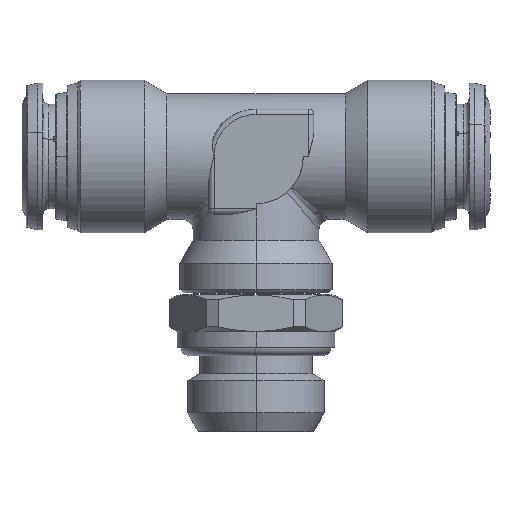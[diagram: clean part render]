
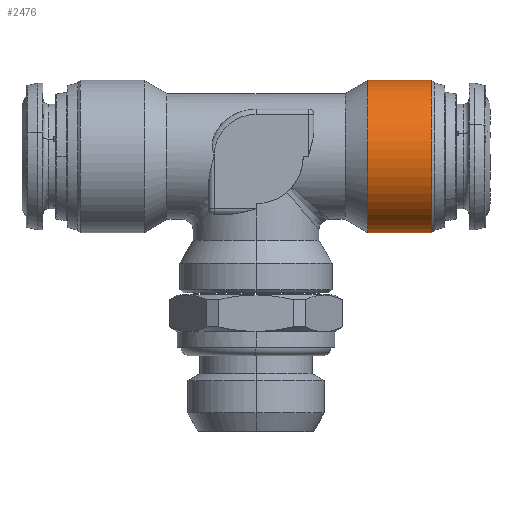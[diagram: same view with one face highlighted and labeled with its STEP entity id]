
A CAD part, top view. The second image highlights one B-rep face of the part: STEP entity #2476.
In plain terms, the highlighted cylindrical face has radius 7.25 mm (diameter 14.5 mm), a partial arc.
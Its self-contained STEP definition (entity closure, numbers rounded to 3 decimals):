
#429 = ORIENTED_EDGE ( 'NONE', *, *, #9577, .F. ) ;
#628 = CARTESIAN_POINT ( 'NONE',  ( 10.665, 21.25, 0. ) ) ;
#642 = CARTESIAN_POINT ( 'NONE',  ( 16.768, 9.545, 5.798 ) ) ;
#847 = CARTESIAN_POINT ( 'NONE',  ( 16.768, 6.75, 0. ) ) ;
#858 = EDGE_CURVE ( 'NONE', #7930, #6322, #6996, .T. ) ;
#1251 = CARTESIAN_POINT ( 'NONE',  ( 10.665, 13.051, 7.25 ) ) ;
#1318 = FACE_OUTER_BOUND ( 'NONE', #8489, .T. ) ;
#1462 = CARTESIAN_POINT ( 'NONE',  ( 16.768, 21.25, 0. ) ) ;
#1524 = CARTESIAN_POINT ( 'NONE',  ( 16.768, 6.75, 0.949 ) ) ;
#1586 = CARTESIAN_POINT ( 'NONE',  ( 16.768, 17.651, 6.335 ) ) ;
#1649 = VERTEX_POINT ( 'NONE', #2673 ) ;
#2038 = CARTESIAN_POINT ( 'NONE',  ( 10.665, 19.798, 4.455 ) ) ;
#2110 = CARTESIAN_POINT ( 'NONE',  ( 10.665, 21.25, 0. ) ) ;
#2147 = CARTESIAN_POINT ( 'NONE',  ( 10.665, 7.665, 3.651 ) ) ;
#2449 = CARTESIAN_POINT ( 'NONE',  ( 16.768, 6.75, 0. ) ) ;
#2476 = ADVANCED_FACE ( 'NONE', ( #1318 ), #4403, .T. ) ;
#2673 = CARTESIAN_POINT ( 'NONE',  ( 16.768, 21.25, 0. ) ) ;
#2972 = CARTESIAN_POINT ( 'NONE',  ( 10.665, 20.335, 3.651 ) ) ;
#3191 = CARTESIAN_POINT ( 'NONE',  ( 12.699, 21.25, 0. ) ) ;
#3268 = CARTESIAN_POINT ( 'NONE',  ( 16.768, 6.75, 0. ) ) ;
#3292 = CARTESIAN_POINT ( 'NONE',  ( 16.768, 13.051, 7.25 ) ) ;
#3572 = CARTESIAN_POINT ( 'NONE',  ( 19.5, 14., 0. ) ) ;
#3727 = CARTESIAN_POINT ( 'NONE',  ( 10.665, 6.75, 0.949 ) ) ;
#3768 = CARTESIAN_POINT ( 'NONE',  ( 10.665, 15.898, 7.061 ) ) ;
#4038 = CARTESIAN_POINT ( 'NONE',  ( 16.768, 8.202, 4.455 ) ) ;
#4077 = CARTESIAN_POINT ( 'NONE',  ( 16.768, 12.102, 7.061 ) ) ;
#4403 = CYLINDRICAL_SURFACE ( 'NONE', #7913, 7.25 ) ;
#4582 = CARTESIAN_POINT ( 'NONE',  ( 10.665, 18.455, 5.798 ) ) ;
#5490 = ORIENTED_EDGE ( 'NONE', *, *, #858, .T. ) ;
#5546 = CARTESIAN_POINT ( 'NONE',  ( 10.665, 10.349, 6.335 ) ) ;
#5859 = CARTESIAN_POINT ( 'NONE',  ( 16.768, 7.665, 3.651 ) ) ;
#5960 = CARTESIAN_POINT ( 'NONE',  ( 10.665, 6.75, 0. ) ) ;
#6322 = VERTEX_POINT ( 'NONE', #3268 ) ;
#6574 = CARTESIAN_POINT ( 'NONE',  ( 16.768, 18.455, 5.798 ) ) ;
#6649 = CARTESIAN_POINT ( 'NONE',  ( 16.768, 21.25, 0.949 ) ) ;
#6805 = CARTESIAN_POINT ( 'NONE',  ( 14.734, 6.75, 0. ) ) ;
#6985 = ORIENTED_EDGE ( 'NONE', *, *, #9825, .T. ) ;
#6996 = B_SPLINE_CURVE_WITH_KNOTS ( 'NONE', 3,
 ( #5960, #9527, #6805, #847 ),
 .UNSPECIFIED., .F., .F.,
 ( 4, 4 ),
 ( 0., 1. ),
 .UNSPECIFIED. ) ;
#7016 = CARTESIAN_POINT ( 'NONE',  ( 10.665, 21.25, 0. ) ) ;
#7047 = DIRECTION ( 'NONE',  ( 1., 0., 0. ) ) ;
#7163 = CARTESIAN_POINT ( 'NONE',  ( 10.665, 6.75, 0. ) ) ;
#7197 = CARTESIAN_POINT ( 'NONE',  ( 10.665, 12.102, 7.061 ) ) ;
#7233 = CARTESIAN_POINT ( 'NONE',  ( 10.665, 17.651, 6.335 ) ) ;
#7429 = VERTEX_POINT ( 'NONE', #7016 ) ;
#7440 = CARTESIAN_POINT ( 'NONE',  ( 16.768, 6.939, 1.898 ) ) ;
#7464 = CARTESIAN_POINT ( 'NONE',  ( 14.734, 21.25, 0. ) ) ;
#7510 = CARTESIAN_POINT ( 'NONE',  ( 16.768, 15.898, 7.061 ) ) ;
#7592 = CARTESIAN_POINT ( 'NONE',  ( 16.768, 19.798, 4.455 ) ) ;
#7913 = AXIS2_PLACEMENT_3D ( 'NONE', #3572, #7047, #7918 ) ;
#7918 = DIRECTION ( 'NONE',  ( 0., 1., 0. ) ) ;
#7930 = VERTEX_POINT ( 'NONE', #9550 ) ;
#8010 = CARTESIAN_POINT ( 'NONE',  ( 10.665, 9.545, 5.798 ) ) ;
#8393 = CARTESIAN_POINT ( 'NONE',  ( 16.768, 20.335, 3.651 ) ) ;
#8436 = B_SPLINE_CURVE_WITH_KNOTS ( 'NONE', 3,
 ( #7163, #3727, #8904, #2147, #10709, #8010, #5546, #7197, #1251, #9734, #3768, #7233, #4582, #2038, #2972, #10669, #9766, #2110 ),
 .UNSPECIFIED., .F., .F.,
 ( 4, 2, 2, 2, 2, 2, 2, 2, 4 ),
 ( 0., 0.125, 0.25, 0.375, 0.5, 0.625, 0.75, 0.875, 1. ),
 .UNSPECIFIED. ) ;
#8485 = ORIENTED_EDGE ( 'NONE', *, *, #11109, .T. ) ;
#8489 = EDGE_LOOP ( 'NONE', ( #8485, #6985, #429, #5490 ) ) ;
#8706 = B_SPLINE_CURVE_WITH_KNOTS ( 'NONE', 3,
 ( #2449, #1524, #7440, #5859, #4038, #642, #9297, #4077, #3292, #10863, #7510, #1586, #6574, #7592, #8393, #9234, #6649, #10897 ),
 .UNSPECIFIED., .F., .F.,
 ( 4, 2, 2, 2, 2, 2, 2, 2, 4 ),
 ( 0., 0.125, 0.25, 0.375, 0.5, 0.625, 0.75, 0.875, 1. ),
 .UNSPECIFIED. ) ;
#8904 = CARTESIAN_POINT ( 'NONE',  ( 10.665, 6.939, 1.898 ) ) ;
#9234 = CARTESIAN_POINT ( 'NONE',  ( 16.768, 21.061, 1.898 ) ) ;
#9297 = CARTESIAN_POINT ( 'NONE',  ( 16.768, 10.349, 6.335 ) ) ;
#9527 = CARTESIAN_POINT ( 'NONE',  ( 12.699, 6.75, 0. ) ) ;
#9550 = CARTESIAN_POINT ( 'NONE',  ( 10.665, 6.75, 0. ) ) ;
#9577 = EDGE_CURVE ( 'NONE', #7930, #7429, #8436, .T. ) ;
#9734 = CARTESIAN_POINT ( 'NONE',  ( 10.665, 14.949, 7.25 ) ) ;
#9766 = CARTESIAN_POINT ( 'NONE',  ( 10.665, 21.25, 0.949 ) ) ;
#9825 = EDGE_CURVE ( 'NONE', #1649, #7429, #10613, .T. ) ;
#10613 = B_SPLINE_CURVE_WITH_KNOTS ( 'NONE', 3,
 ( #1462, #7464, #3191, #628 ),
 .UNSPECIFIED., .F., .F.,
 ( 4, 4 ),
 ( 0., 1. ),
 .UNSPECIFIED. ) ;
#10669 = CARTESIAN_POINT ( 'NONE',  ( 10.665, 21.061, 1.898 ) ) ;
#10709 = CARTESIAN_POINT ( 'NONE',  ( 10.665, 8.202, 4.455 ) ) ;
#10863 = CARTESIAN_POINT ( 'NONE',  ( 16.768, 14.949, 7.25 ) ) ;
#10897 = CARTESIAN_POINT ( 'NONE',  ( 16.768, 21.25, 0. ) ) ;
#11109 = EDGE_CURVE ( 'NONE', #6322, #1649, #8706, .T. ) ;
